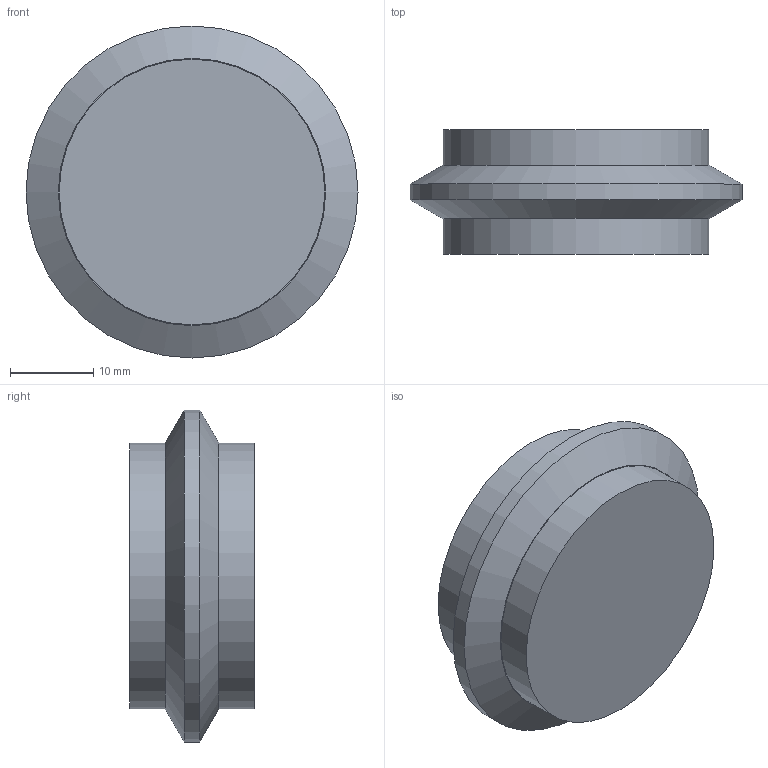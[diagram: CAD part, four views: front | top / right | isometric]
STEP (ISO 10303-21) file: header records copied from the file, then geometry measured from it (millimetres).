
FILE_DESCRIPTION(/* description */ ('STEP AP214'),/* implementation_level */ '2;1');
FILE_NAME(/* name */ '1048884_OASI-50',/* time_stamp */ '2024-09-13T10:19:42+02:00',/* author */ ('License CC BY-ND 4.0'),/* organization */ ('CADENAS'),/* preprocessor_version */ 'ST-DEVELOPER v19.3',/* originating_system */ 'PARTsolutions',/* authorisation */ ' ');
FILE_SCHEMA (('AUTOMOTIVE_DESIGN {1 0 10303 214 3 1 1}'));
Length unit declared in the file: millimetre
Products named in the file (1): 1048884 OASI-50
Bounding box: 40 x 15 x 40 mm (x, y, z)
Volume: 7161.6 mm3; surface area: 4634 mm2
Topology: 1 solids, 1 shells, 11 faces, 16 edges, 10 vertices
Faces by surface type: plane 5, cylinder 3, cone 3
Full cylindrical faces by diameter (mm): 32 x2, 40 x1
Entity records: 244 total; most frequent: DIRECTION 44, CARTESIAN_POINT 32, AXIS2_PLACEMENT_3D 22, ORIENTED_EDGE 20, EDGE_LOOP 20, FACE_BOUND 20, ADVANCED_FACE 11, EDGE_CURVE 10
